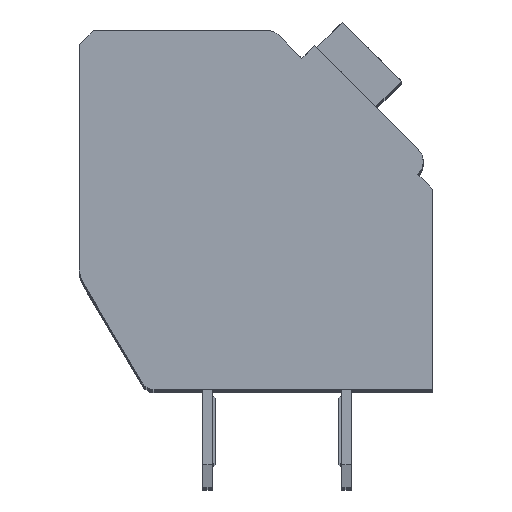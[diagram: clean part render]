
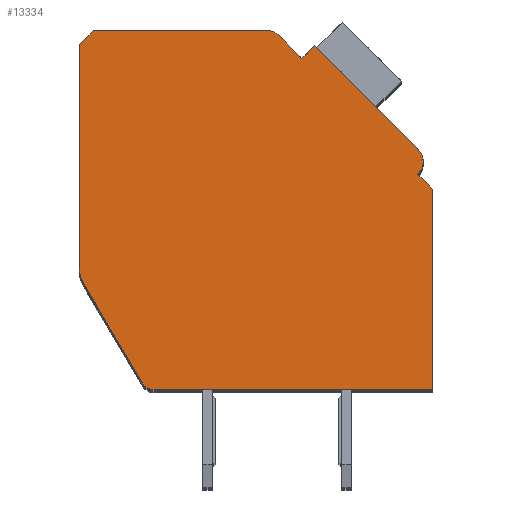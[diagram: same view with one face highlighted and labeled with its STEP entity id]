
A CAD part, top view. The second image highlights one B-rep face of the part: STEP entity #13334.
In plain terms, the highlighted planar face has unit normal (0, 0, 1).
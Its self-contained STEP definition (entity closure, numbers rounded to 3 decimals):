
#294=DIRECTION('',(0.,-1.,0.));
#295=VECTOR('',#294,8.053);
#296=CARTESIAN_POINT('',(-12.7,12.4,2.1));
#297=LINE('',#296,#295);
#298=DIRECTION('',(-0.707,-0.707,0.));
#299=VECTOR('',#298,0.707);
#300=CARTESIAN_POINT('',(-12.2,12.9,2.1));
#301=LINE('',#300,#299);
#302=DIRECTION('',(-1.,0.,0.));
#303=VECTOR('',#302,6.298);
#304=CARTESIAN_POINT('',(-5.902,12.9,2.1));
#305=LINE('',#304,#303);
#306=CARTESIAN_POINT('',(-5.902,12.4,2.1));
#307=DIRECTION('',(0.,0.,1.));
#308=DIRECTION('',(0.707,0.707,0.));
#309=AXIS2_PLACEMENT_3D('',#306,#307,#308);
#311=DIRECTION('',(-0.707,0.707,0.));
#312=VECTOR('',#311,1.197);
#313=CARTESIAN_POINT('',(-4.702,11.907,2.1));
#314=LINE('',#313,#312);
#315=DIRECTION('',(-0.707,-0.707,0.));
#316=VECTOR('',#315,0.65);
#317=CARTESIAN_POINT('',(-4.243,12.367,2.1));
#318=LINE('',#317,#316);
#319=DIRECTION('',(-0.707,0.707,0.));
#320=VECTOR('',#319,5.25);
#321=CARTESIAN_POINT('',(-0.53,8.655,2.1));
#322=LINE('',#321,#320);
#323=CARTESIAN_POINT('',(-0.99,8.195,2.1));
#324=DIRECTION('',(0.,0.,1.));
#325=DIRECTION('',(0.707,-0.707,0.));
#326=AXIS2_PLACEMENT_3D('',#323,#324,#325);
#328=DIRECTION('',(-0.707,0.707,0.));
#329=VECTOR('',#328,0.75);
#330=CARTESIAN_POINT('',(0.,7.205,2.1));
#331=LINE('',#330,#329);
#332=DIRECTION('',(0.,1.,0.));
#333=VECTOR('',#332,7.205);
#334=CARTESIAN_POINT('',(0.,0.,2.1));
#335=LINE('',#334,#333);
#336=DIRECTION('',(1.,0.,0.));
#337=VECTOR('',#336,10.014);
#338=CARTESIAN_POINT('',(-10.014,0.,2.1));
#339=LINE('',#338,#337);
#340=CARTESIAN_POINT('',(-10.014,0.5,2.1));
#341=DIRECTION('',(0.,0.,1.));
#342=DIRECTION('',(-0.862,-0.508,0.));
#343=AXIS2_PLACEMENT_3D('',#340,#341,#342);
#345=DIRECTION('',(0.508,-0.862,0.));
#346=VECTOR('',#345,4.17);
#347=CARTESIAN_POINT('',(-12.562,3.839,2.1));
#348=LINE('',#347,#346);
#349=CARTESIAN_POINT('',(-11.7,4.347,2.1));
#350=DIRECTION('',(0.,0.,1.));
#351=DIRECTION('',(-1.,0.,0.));
#352=AXIS2_PLACEMENT_3D('',#349,#350,#351);
#9974=CARTESIAN_POINT('',(-12.7,12.4,2.1));
#9975=CARTESIAN_POINT('',(-12.7,4.347,2.1));
#9976=VERTEX_POINT('',#9974);
#9977=VERTEX_POINT('',#9975);
#9978=CARTESIAN_POINT('',(-12.562,3.839,2.1));
#9979=VERTEX_POINT('',#9978);
#9980=CARTESIAN_POINT('',(-10.445,0.246,2.1));
#9981=VERTEX_POINT('',#9980);
#9982=CARTESIAN_POINT('',(-10.014,0.,2.1));
#9983=VERTEX_POINT('',#9982);
#9984=CARTESIAN_POINT('',(0.,0.,2.1));
#9985=VERTEX_POINT('',#9984);
#9986=CARTESIAN_POINT('',(0.,7.205,2.1));
#9987=VERTEX_POINT('',#9986);
#9988=CARTESIAN_POINT('',(-0.53,7.735,2.1));
#9989=VERTEX_POINT('',#9988);
#9990=CARTESIAN_POINT('',(-0.53,8.655,2.1));
#9991=VERTEX_POINT('',#9990);
#9992=CARTESIAN_POINT('',(-4.243,12.367,2.1));
#9993=VERTEX_POINT('',#9992);
#9994=CARTESIAN_POINT('',(-4.702,11.907,2.1));
#9995=VERTEX_POINT('',#9994);
#9996=CARTESIAN_POINT('',(-5.548,12.754,2.1));
#9997=VERTEX_POINT('',#9996);
#9998=CARTESIAN_POINT('',(-5.902,12.9,2.1));
#9999=VERTEX_POINT('',#9998);
#10000=CARTESIAN_POINT('',(-12.2,12.9,2.1));
#10001=VERTEX_POINT('',#10000);
#13301=CARTESIAN_POINT('',(0.,0.,2.1));
#13302=DIRECTION('',(0.,0.,1.));
#13303=DIRECTION('',(1.,0.,0.));
#13304=AXIS2_PLACEMENT_3D('',#13301,#13302,#13303);
#13305=PLANE('',#13304);
#13306=ORIENTED_EDGE('',*,*,#13054,.F.);
#13308=ORIENTED_EDGE('',*,*,#13307,.F.);
#13310=ORIENTED_EDGE('',*,*,#13309,.F.);
#13312=ORIENTED_EDGE('',*,*,#13311,.F.);
#13314=ORIENTED_EDGE('',*,*,#13313,.F.);
#13316=ORIENTED_EDGE('',*,*,#13315,.F.);
#13318=ORIENTED_EDGE('',*,*,#13317,.F.);
#13320=ORIENTED_EDGE('',*,*,#13319,.F.);
#13322=ORIENTED_EDGE('',*,*,#13321,.F.);
#13324=ORIENTED_EDGE('',*,*,#13323,.F.);
#13326=ORIENTED_EDGE('',*,*,#13325,.F.);
#13328=ORIENTED_EDGE('',*,*,#13327,.F.);
#13330=ORIENTED_EDGE('',*,*,#13329,.F.);
#13331=ORIENTED_EDGE('',*,*,#13159,.F.);
#13332=EDGE_LOOP('',(#13306,#13308,#13310,#13312,#13314,#13316,#13318,#13320,
#13322,#13324,#13326,#13328,#13330,#13331));
#13333=FACE_OUTER_BOUND('',#13332,.F.);
#310=CIRCLE('',#309,0.5);
#327=CIRCLE('',#326,0.65);
#344=CIRCLE('',#343,0.5);
#353=CIRCLE('',#352,1.);
#13054=EDGE_CURVE('',#9976,#9977,#297,.T.);
#13159=EDGE_CURVE('',#9977,#9979,#353,.T.);
#13307=EDGE_CURVE('',#10001,#9976,#301,.T.);
#13309=EDGE_CURVE('',#9999,#10001,#305,.T.);
#13311=EDGE_CURVE('',#9997,#9999,#310,.T.);
#13313=EDGE_CURVE('',#9995,#9997,#314,.T.);
#13315=EDGE_CURVE('',#9993,#9995,#318,.T.);
#13317=EDGE_CURVE('',#9991,#9993,#322,.T.);
#13319=EDGE_CURVE('',#9989,#9991,#327,.T.);
#13321=EDGE_CURVE('',#9987,#9989,#331,.T.);
#13323=EDGE_CURVE('',#9985,#9987,#335,.T.);
#13325=EDGE_CURVE('',#9983,#9985,#339,.T.);
#13327=EDGE_CURVE('',#9981,#9983,#344,.T.);
#13329=EDGE_CURVE('',#9979,#9981,#348,.T.);
#13334=ADVANCED_FACE('',(#13333),#13305,.T.);
